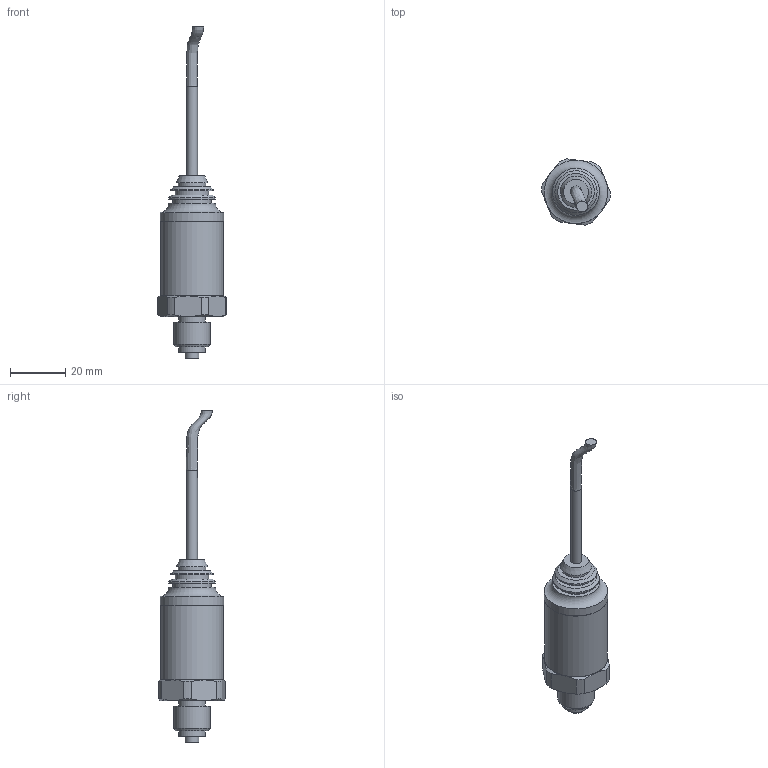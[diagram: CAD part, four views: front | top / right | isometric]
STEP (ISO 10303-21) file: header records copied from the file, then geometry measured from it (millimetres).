
FILE_DESCRIPTION( ( 'Unknown' ), '1' );
FILE_NAME( 'CTXx.2.x.xxx.1.stp', 'Unknown', ( 'Unknown' ), ( 'Unknown' ), 'PSStep 16.0.42', 'Unknown', ' ' );
FILE_SCHEMA( ( 'AUTOMOTIVE_DESIGN { 1 0 10303 214 1 1 1 1 }' ) );
Length unit declared in the file: millimetre
Products named in the file (8): Assem1; 71181-02 Capot vissé CTX100; 10309629 Joint; 71162-03 Bague anti extrusion; 71182-01-01 Cable; 71182-01-02 Embout; Cellule mono CT100; 71179-03-I07
Assembly tree (7 placements, depth 2):
  Assem1
    71181-02 Capot vissé CTX100
    10309629 Joint
    71162-03 Bague anti extrusion
    71182-01-01 Cable
    71182-01-02 Embout
    Cellule mono CT100
    71179-03-I07
Bounding box: 25 x 24.08 x 120.27 mm (x, y, z)
Surface area: 12226.6 mm2 (no closed solid volume)
Topology: 0 solids, 180 shells, 180 faces, 696 edges, 618 vertices
Faces by surface type: cone 66, cylinder 52, plane 48, torus 10, bspline 4
Full cylindrical faces by diameter (mm): 4 x3, 4.1 x1, 5 x1, 6 x1, 6.85 x1, 9.5 x2, 9.85 x1, 10 x1, 10.3 x1, 10.7 x1, 12 x1, 13.157 x1, 13.2 x1, 13.7 x1, 13.8 x1, 14 x1, 15.291 x1, 15.5 x1, 17 x1, 17.107 x1, 18.917 x1, 19 x2, 20 x1, 20.3 x1, 22.7 x1, 23 x1
Entity records: 10026 total; most frequent: CARTESIAN_POINT 3033, DIRECTION 1316, ORIENTED_EDGE 612, EDGE_CURVE 612, VERTEX_POINT 612, AXIS2_PLACEMENT_3D 586, CIRCLE 402, FACE_BOUND 284
